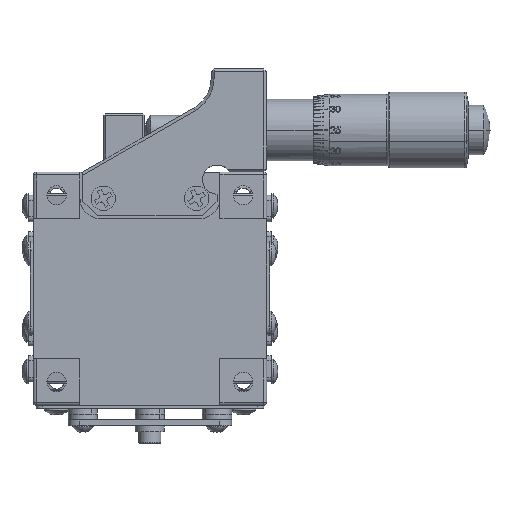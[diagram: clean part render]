
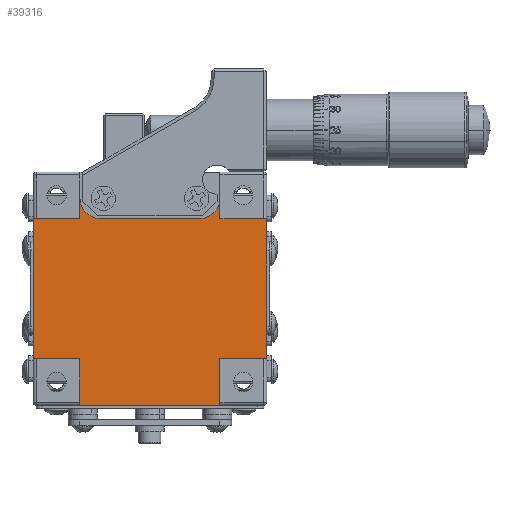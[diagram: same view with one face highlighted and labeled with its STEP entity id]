
A CAD part, front view. The second image highlights one B-rep face of the part: STEP entity #39316.
In plain terms, the highlighted planar face has unit normal (0, -1, 0).
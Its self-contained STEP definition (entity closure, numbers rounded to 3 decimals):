
#1113 = DIRECTION ( 'NONE',  ( 1., 0., 0. ) ) ;
#1670 = VECTOR ( 'NONE', #33027, 1000. ) ;
#1703 = ORIENTED_EDGE ( 'NONE', *, *, #53152, .F. ) ;
#2628 = ORIENTED_EDGE ( 'NONE', *, *, #7973, .T. ) ;
#2808 = LINE ( 'NONE', #11196, #16224 ) ;
#2989 = LINE ( 'NONE', #61764, #46842 ) ;
#4691 = EDGE_CURVE ( 'NONE', #6634, #19690, #42692, .T. ) ;
#4755 = VECTOR ( 'NONE', #59920, 1000. ) ;
#5240 = CARTESIAN_POINT ( 'NONE',  ( 8.896, -9.009, 12. ) ) ;
#5647 = DIRECTION ( 'NONE',  ( -1., 0., 0. ) ) ;
#6515 = VECTOR ( 'NONE', #68433, 1000. ) ;
#6542 = DIRECTION ( 'NONE',  ( 0., 1., 0. ) ) ;
#6634 = VERTEX_POINT ( 'NONE', #60413 ) ;
#6973 = VERTEX_POINT ( 'NONE', #53097 ) ;
#7448 = AXIS2_PLACEMENT_3D ( 'NONE', #58902, #65866, #31560 ) ;
#7964 = VERTEX_POINT ( 'NONE', #45005 ) ;
#7973 = EDGE_CURVE ( 'NONE', #7964, #13256, #35146, .T. ) ;
#9331 = VECTOR ( 'NONE', #53646, 1000. ) ;
#10071 = VERTEX_POINT ( 'NONE', #13313 ) ;
#10099 = VERTEX_POINT ( 'NONE', #41803 ) ;
#10145 = CARTESIAN_POINT ( 'NONE',  ( -15.104, -9.009, -20. ) ) ;
#10437 = VECTOR ( 'NONE', #39928, 1000. ) ;
#10760 = ORIENTED_EDGE ( 'NONE', *, *, #24607, .T. ) ;
#11196 = CARTESIAN_POINT ( 'NONE',  ( 8.896, -9.009, -20. ) ) ;
#11228 = CARTESIAN_POINT ( 'NONE',  ( -15.104, -9.009, -20. ) ) ;
#11383 = CARTESIAN_POINT ( 'NONE',  ( 16.896, -9.009, -12. ) ) ;
#11615 = EDGE_CURVE ( 'NONE', #68977, #57278, #56082, .T. ) ;
#13256 = VERTEX_POINT ( 'NONE', #5240 ) ;
#13313 = CARTESIAN_POINT ( 'NONE',  ( 8.896, -9.009, -12. ) ) ;
#15052 = ORIENTED_EDGE ( 'NONE', *, *, #24228, .T. ) ;
#15402 = EDGE_CURVE ( 'NONE', #68977, #6973, #71767, .T. ) ;
#15860 = DIRECTION ( 'NONE',  ( 0., 0., 1. ) ) ;
#15904 = FACE_OUTER_BOUND ( 'NONE', #37776, .T. ) ;
#16224 = VECTOR ( 'NONE', #33921, 1000. ) ;
#16328 = CARTESIAN_POINT ( 'NONE',  ( -15.104, -9.009, -19.958 ) ) ;
#16885 = LINE ( 'NONE', #61596, #1670 ) ;
#19232 = DIRECTION ( 'NONE',  ( 0., -1., 0. ) ) ;
#19282 = ORIENTED_EDGE ( 'NONE', *, *, #23895, .F. ) ;
#19690 = VERTEX_POINT ( 'NONE', #41239 ) ;
#19802 = CARTESIAN_POINT ( 'NONE',  ( 16.896, -9.009, 12. ) ) ;
#20044 = ORIENTED_EDGE ( 'NONE', *, *, #61411, .T. ) ;
#20787 = LINE ( 'NONE', #10145, #66530 ) ;
#22272 = AXIS2_PLACEMENT_3D ( 'NONE', #53547, #19232, #59351 ) ;
#23623 = CIRCLE ( 'NONE', #22272, 3.5 ) ;
#23895 = EDGE_CURVE ( 'NONE', #72774, #10099, #23623, .T. ) ;
#24228 = EDGE_CURVE ( 'NONE', #28615, #55559, #53179, .T. ) ;
#24607 = EDGE_CURVE ( 'NONE', #55559, #70319, #2989, .T. ) ;
#25744 = VERTEX_POINT ( 'NONE', #73366 ) ;
#25912 = DIRECTION ( 'NONE',  ( 0., 0., 1. ) ) ;
#27256 = VECTOR ( 'NONE', #5647, 1000. ) ;
#28615 = VERTEX_POINT ( 'NONE', #58345 ) ;
#29426 = EDGE_CURVE ( 'NONE', #19690, #72774, #16885, .T. ) ;
#29500 = PLANE ( 'NONE',  #43177 ) ;
#30599 = CARTESIAN_POINT ( 'NONE',  ( 16.896, -9.009, 12. ) ) ;
#31560 = DIRECTION ( 'NONE',  ( 0., 0., 1. ) ) ;
#31940 = ORIENTED_EDGE ( 'NONE', *, *, #34360, .F. ) ;
#33027 = DIRECTION ( 'NONE',  ( 1., 0., 0. ) ) ;
#33921 = DIRECTION ( 'NONE',  ( 0., 0., 1. ) ) ;
#34360 = EDGE_CURVE ( 'NONE', #28615, #6634, #20787, .T. ) ;
#34994 = CARTESIAN_POINT ( 'NONE',  ( -15.104, -9.009, -12. ) ) ;
#35051 = DIRECTION ( 'NONE',  ( -1., 0., 0. ) ) ;
#35075 = LINE ( 'NONE', #69415, #65552 ) ;
#35146 = LINE ( 'NONE', #19802, #4755 ) ;
#35239 = DIRECTION ( 'NONE',  ( 0., 0., 1. ) ) ;
#36834 = ORIENTED_EDGE ( 'NONE', *, *, #11615, .F. ) ;
#36853 = LINE ( 'NONE', #57376, #6515 ) ;
#37776 = EDGE_LOOP ( 'NONE', ( #36834, #53592, #20044, #1703, #69808, #2628, #68464, #19282, #65737, #56173, #31940, #15052, #10760, #40374 ) ) ;
#37900 = CARTESIAN_POINT ( 'NONE',  ( -23.063, -9.009, 12. ) ) ;
#39316 = ADVANCED_FACE ( 'NONE', ( #15904 ), #29500, .F. ) ;
#39928 = DIRECTION ( 'NONE',  ( 0., 0., 1. ) ) ;
#40374 = ORIENTED_EDGE ( 'NONE', *, *, #54750, .F. ) ;
#40899 = EDGE_CURVE ( 'NONE', #13256, #10099, #43494, .T. ) ;
#41239 = CARTESIAN_POINT ( 'NONE',  ( -11.604, -9.009, 12. ) ) ;
#41264 = VECTOR ( 'NONE', #1113, 1000. ) ;
#41803 = CARTESIAN_POINT ( 'NONE',  ( 8.896, -9.009, 15.5 ) ) ;
#42692 = CIRCLE ( 'NONE', #7448, 3.5 ) ;
#43177 = AXIS2_PLACEMENT_3D ( 'NONE', #58044, #6542, #35239 ) ;
#43494 = LINE ( 'NONE', #60265, #58740 ) ;
#45005 = CARTESIAN_POINT ( 'NONE',  ( 16.854, -9.009, 12. ) ) ;
#46842 = VECTOR ( 'NONE', #67538, 1000. ) ;
#52664 = CARTESIAN_POINT ( 'NONE',  ( -15.104, -9.009, -19.958 ) ) ;
#53097 = CARTESIAN_POINT ( 'NONE',  ( 8.896, -9.009, -19.958 ) ) ;
#53152 = EDGE_CURVE ( 'NONE', #25744, #10071, #59536, .T. ) ;
#53179 = LINE ( 'NONE', #30599, #9331 ) ;
#53547 = CARTESIAN_POINT ( 'NONE',  ( 5.396, -9.009, 15.5 ) ) ;
#53592 = ORIENTED_EDGE ( 'NONE', *, *, #15402, .T. ) ;
#53646 = DIRECTION ( 'NONE',  ( -1., 0., 0. ) ) ;
#54750 = EDGE_CURVE ( 'NONE', #57278, #70319, #35075, .T. ) ;
#55559 = VERTEX_POINT ( 'NONE', #37900 ) ;
#56082 = LINE ( 'NONE', #11228, #10437 ) ;
#56173 = ORIENTED_EDGE ( 'NONE', *, *, #4691, .F. ) ;
#57278 = VERTEX_POINT ( 'NONE', #34994 ) ;
#57376 = CARTESIAN_POINT ( 'NONE',  ( 16.854, -9.009, -12. ) ) ;
#58044 = CARTESIAN_POINT ( 'NONE',  ( -15.104, -9.009, -20. ) ) ;
#58345 = CARTESIAN_POINT ( 'NONE',  ( -15.104, -9.009, 12. ) ) ;
#58740 = VECTOR ( 'NONE', #25912, 1000. ) ;
#58902 = CARTESIAN_POINT ( 'NONE',  ( -11.604, -9.009, 15.5 ) ) ;
#59351 = DIRECTION ( 'NONE',  ( 0., 0., -1. ) ) ;
#59536 = LINE ( 'NONE', #11383, #27256 ) ;
#59920 = DIRECTION ( 'NONE',  ( -1., 0., 0. ) ) ;
#60265 = CARTESIAN_POINT ( 'NONE',  ( 8.896, -9.009, -20. ) ) ;
#60413 = CARTESIAN_POINT ( 'NONE',  ( -15.104, -9.009, 15.5 ) ) ;
#60665 = EDGE_CURVE ( 'NONE', #25744, #7964, #36853, .T. ) ;
#61411 = EDGE_CURVE ( 'NONE', #6973, #10071, #2808, .T. ) ;
#61596 = CARTESIAN_POINT ( 'NONE',  ( -11.604, -9.009, 12. ) ) ;
#61764 = CARTESIAN_POINT ( 'NONE',  ( -23.063, -9.009, 12. ) ) ;
#65552 = VECTOR ( 'NONE', #35051, 1000. ) ;
#65737 = ORIENTED_EDGE ( 'NONE', *, *, #29426, .F. ) ;
#65866 = DIRECTION ( 'NONE',  ( 0., -1., 0. ) ) ;
#66530 = VECTOR ( 'NONE', #15860, 1000. ) ;
#67538 = DIRECTION ( 'NONE',  ( 0., 0., -1. ) ) ;
#68433 = DIRECTION ( 'NONE',  ( 0., 0., 1. ) ) ;
#68464 = ORIENTED_EDGE ( 'NONE', *, *, #40899, .T. ) ;
#68977 = VERTEX_POINT ( 'NONE', #16328 ) ;
#69415 = CARTESIAN_POINT ( 'NONE',  ( 16.896, -9.009, -12. ) ) ;
#69808 = ORIENTED_EDGE ( 'NONE', *, *, #60665, .T. ) ;
#70319 = VERTEX_POINT ( 'NONE', #73692 ) ;
#71767 = LINE ( 'NONE', #52664, #41264 ) ;
#72774 = VERTEX_POINT ( 'NONE', #73495 ) ;
#73366 = CARTESIAN_POINT ( 'NONE',  ( 16.854, -9.009, -12. ) ) ;
#73495 = CARTESIAN_POINT ( 'NONE',  ( 5.396, -9.009, 12. ) ) ;
#73692 = CARTESIAN_POINT ( 'NONE',  ( -23.063, -9.009, -12. ) ) ;
